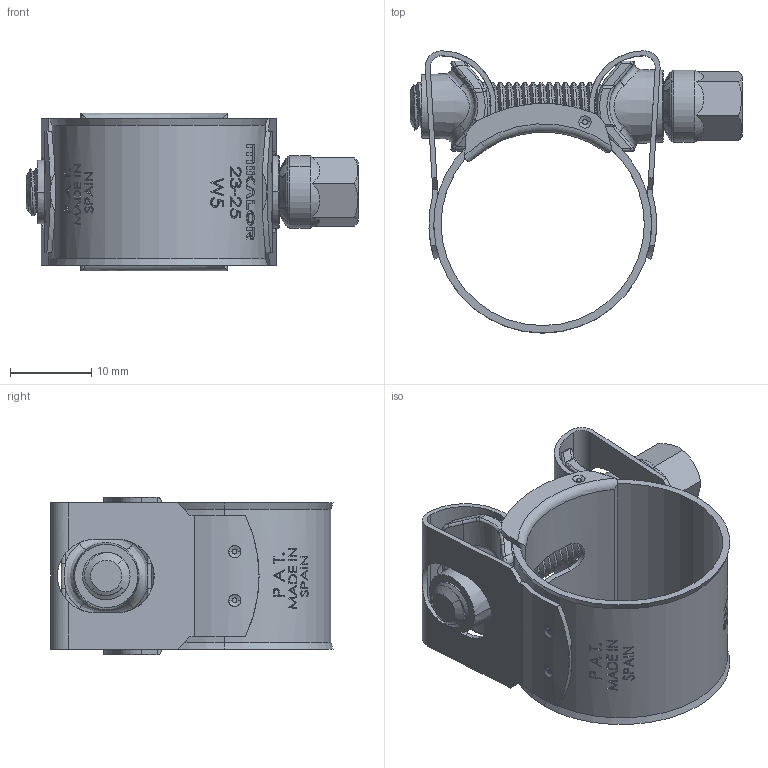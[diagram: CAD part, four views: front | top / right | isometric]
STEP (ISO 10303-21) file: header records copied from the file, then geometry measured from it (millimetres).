
FILE_DESCRIPTION (( 'STEP AP214' ), '1' );
FILE_NAME ('MK-03013040.STEP', '2018-09-10T11:50:12', ( '' ), ( '' ), 'SwSTEP 2.0', 'SolidWorks 2018', '' );
FILE_SCHEMA (( 'AUTOMOTIVE_DESIGN' ));
Length unit declared in the file: millimetre
Products named in the file (1): MK-03013040
Bounding box: 40.85 x 34.72 x 19.4 mm (x, y, z)
Volume: 3717.4 mm3; surface area: 8198.6 mm2
Topology: 5 solids, 5 shells, 738 faces, 1994 edges, 1291 vertices
Faces by surface type: plane 237, bspline 223, cylinder 214, cone 27, torus 22, sphere 15
Entity records: 55827 total; most frequent: CARTESIAN_POINT 31608, ORIENTED_EDGE 3956, DIRECTION 2422, EDGE_CURVE 1978, VERTEX_POINT 1288, AXIS2_PLACEMENT_3D 894, B_SPLINE_CURVE_WITH_KNOTS 826, EDGE_LOOP 790
